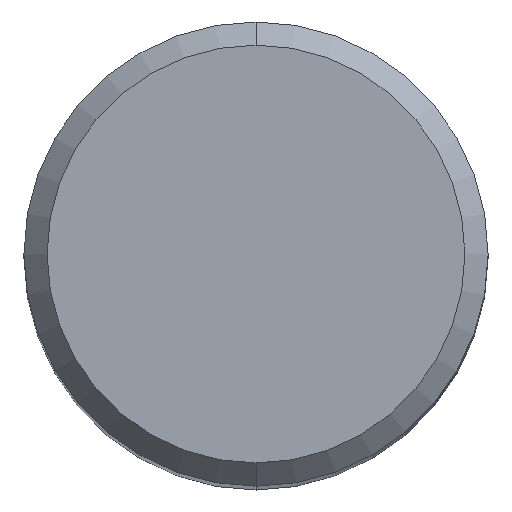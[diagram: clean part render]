
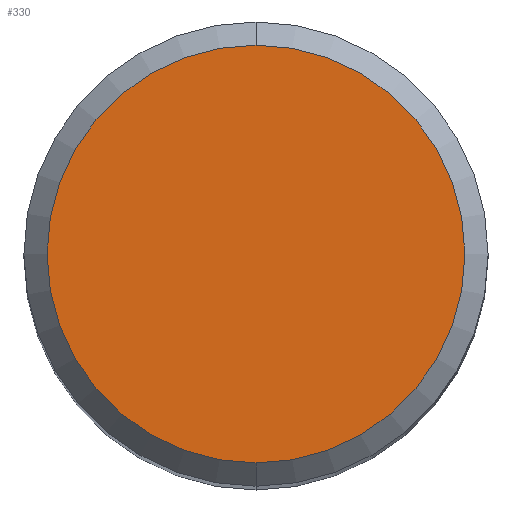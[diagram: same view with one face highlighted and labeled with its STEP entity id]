
A CAD part, top view. The second image highlights one B-rep face of the part: STEP entity #330.
In plain terms, the highlighted planar face has unit normal (0, 0, 1).
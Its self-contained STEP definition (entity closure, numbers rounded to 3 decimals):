
#200=VERTEX_POINT('',#505);
#226=VERTEX_POINT('',#536);
#268=EDGE_CURVE('',#226,#200,#581,.T.);
#330=ADVANCED_FACE('',(#650),#651,.T.);
#390=EDGE_CURVE('',#200,#226,#716,.T.);
#505=CARTESIAN_POINT('',(0.0,7.2,0.0));
#536=CARTESIAN_POINT('',(0.,-7.2,0.0));
#581=CIRCLE('',#1051,7.2);
#650=FACE_OUTER_BOUND('',#1132,.T.);
#651=PLANE('',#1133);
#716=CIRCLE('',#1327,7.2);
#1051=AXIS2_PLACEMENT_3D('',#1614,#1615,#1616);
#1132=EDGE_LOOP('',(#1696,#1697));
#1133=AXIS2_PLACEMENT_3D('',#1698,#1699,#1700);
#1327=AXIS2_PLACEMENT_3D('',#1748,#1749,#1750);
#1614=CARTESIAN_POINT('',(0.0,0.0,0.0));
#1615=DIRECTION('',(0.0,0.0,-1.0));
#1616=DIRECTION('',(0.0,1.0,0.0));
#1696=ORIENTED_EDGE('',*,*,#390,.F.);
#1697=ORIENTED_EDGE('',*,*,#268,.F.);
#1698=CARTESIAN_POINT('',(0.0,3.6,0.0));
#1699=DIRECTION('',(-0.0,0.0,1.0));
#1700=DIRECTION('',(0.0,-1.0,0.0));
#1748=CARTESIAN_POINT('',(0.0,0.0,0.0));
#1749=DIRECTION('',(0.0,0.0,-1.0));
#1750=DIRECTION('',(0.0,1.0,0.0));
